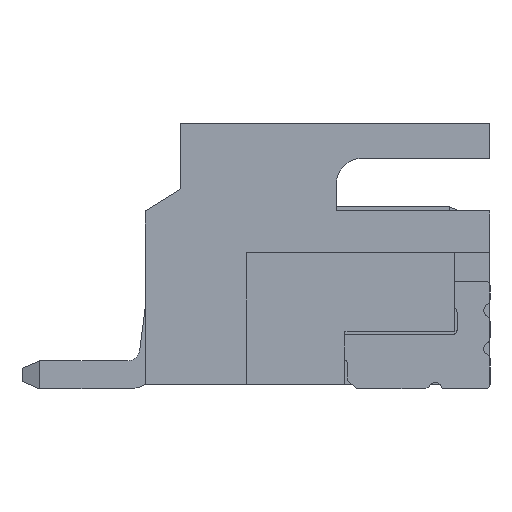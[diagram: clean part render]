
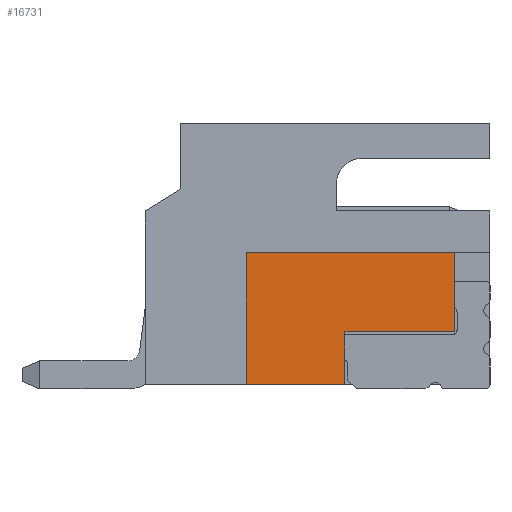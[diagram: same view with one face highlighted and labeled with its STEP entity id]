
A CAD part, left-side view. The second image highlights one B-rep face of the part: STEP entity #16731.
In plain terms, the highlighted planar face has unit normal (-1, 0, 0).
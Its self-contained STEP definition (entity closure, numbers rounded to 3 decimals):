
#11315 = PLANE('',#11316);
#11316 = AXIS2_PLACEMENT_3D('',#11317,#11318,#11319);
#11317 = CARTESIAN_POINT('',(-6.25,0.325,3.1));
#11318 = DIRECTION('',(0.,0.,-1.));
#11319 = DIRECTION('',(0.,-1.,0.));
#11343 = PLANE('',#11344);
#11344 = AXIS2_PLACEMENT_3D('',#11345,#11346,#11347);
#11345 = CARTESIAN_POINT('',(-6.25,0.325,0.1));
#11346 = DIRECTION('',(0.,-1.,0.));
#11347 = DIRECTION('',(0.,0.,1.));
#11371 = PLANE('',#11372);
#11372 = AXIS2_PLACEMENT_3D('',#11373,#11374,#11375);
#11373 = CARTESIAN_POINT('',(0.,-1.3,0.1));
#11374 = DIRECTION('',(0.,0.,1.));
#11375 = DIRECTION('',(1.,0.,-0.));
#14475 = VERTEX_POINT('',#14476);
#14476 = CARTESIAN_POINT('',(-7.5,0.325,0.1));
#14497 = EDGE_CURVE('',#14498,#14475,#14500,.T.);
#14498 = VERTEX_POINT('',#14499);
#14499 = CARTESIAN_POINT('',(-7.5,-1.925,0.1));
#14500 = SURFACE_CURVE('',#14501,(#14505,#14512),.PCURVE_S1.);
#14501 = LINE('',#14502,#14503);
#14502 = CARTESIAN_POINT('',(-7.5,-1.925,0.1));
#14503 = VECTOR('',#14504,1.);
#14504 = DIRECTION('',(0.,1.,0.));
#14505 = PCURVE('',#11371,#14506);
#14506 = DEFINITIONAL_REPRESENTATION('',(#14507),#14511);
#14507 = LINE('',#14508,#14509);
#14508 = CARTESIAN_POINT('',(-7.5,-0.625));
#14509 = VECTOR('',#14510,1.);
#14510 = DIRECTION('',(0.,1.));
#14511 = ( GEOMETRIC_REPRESENTATION_CONTEXT(2) 
PARAMETRIC_REPRESENTATION_CONTEXT() REPRESENTATION_CONTEXT('2D SPACE',''
  ) );
#14512 = PCURVE('',#14513,#14518);
#14513 = PLANE('',#14514);
#14514 = AXIS2_PLACEMENT_3D('',#14515,#14516,#14517);
#14515 = CARTESIAN_POINT('',(-7.5,-1.3,0.1));
#14516 = DIRECTION('',(1.,0.,0.));
#14517 = DIRECTION('',(-0.,1.,0.));
#14518 = DEFINITIONAL_REPRESENTATION('',(#14519),#14523);
#14519 = LINE('',#14520,#14521);
#14520 = CARTESIAN_POINT('',(-0.625,0.));
#14521 = VECTOR('',#14522,1.);
#14522 = DIRECTION('',(1.,0.));
#14523 = ( GEOMETRIC_REPRESENTATION_CONTEXT(2) 
PARAMETRIC_REPRESENTATION_CONTEXT() REPRESENTATION_CONTEXT('2D SPACE',''
  ) );
#14541 = PLANE('',#14542);
#14542 = AXIS2_PLACEMENT_3D('',#14543,#14544,#14545);
#14543 = CARTESIAN_POINT('',(-6.25,-1.925,1.3));
#14544 = DIRECTION('',(0.,1.,0.));
#14545 = DIRECTION('',(0.,0.,-1.));
#16072 = VERTEX_POINT('',#16073);
#16073 = CARTESIAN_POINT('',(-7.5,0.325,3.1));
#16094 = EDGE_CURVE('',#14475,#16072,#16095,.T.);
#16095 = SURFACE_CURVE('',#16096,(#16100,#16107),.PCURVE_S1.);
#16096 = LINE('',#16097,#16098);
#16097 = CARTESIAN_POINT('',(-7.5,0.325,0.1));
#16098 = VECTOR('',#16099,1.);
#16099 = DIRECTION('',(0.,0.,1.));
#16100 = PCURVE('',#11343,#16101);
#16101 = DEFINITIONAL_REPRESENTATION('',(#16102),#16106);
#16102 = LINE('',#16103,#16104);
#16103 = CARTESIAN_POINT('',(0.,1.25));
#16104 = VECTOR('',#16105,1.);
#16105 = DIRECTION('',(1.,0.));
#16106 = ( GEOMETRIC_REPRESENTATION_CONTEXT(2) 
PARAMETRIC_REPRESENTATION_CONTEXT() REPRESENTATION_CONTEXT('2D SPACE',''
  ) );
#16107 = PCURVE('',#14513,#16108);
#16108 = DEFINITIONAL_REPRESENTATION('',(#16109),#16113);
#16109 = LINE('',#16110,#16111);
#16110 = CARTESIAN_POINT('',(1.625,0.));
#16111 = VECTOR('',#16112,1.);
#16112 = DIRECTION('',(0.,1.));
#16113 = ( GEOMETRIC_REPRESENTATION_CONTEXT(2) 
PARAMETRIC_REPRESENTATION_CONTEXT() REPRESENTATION_CONTEXT('2D SPACE',''
  ) );
#16144 = VERTEX_POINT('',#16145);
#16145 = CARTESIAN_POINT('',(-7.5,-4.425,3.1));
#16159 = PLANE('',#16160);
#16160 = AXIS2_PLACEMENT_3D('',#16161,#16162,#16163);
#16161 = CARTESIAN_POINT('',(-6.25,-4.425,3.1));
#16162 = DIRECTION('',(0.,1.,0.));
#16163 = DIRECTION('',(0.,0.,-1.));
#16171 = EDGE_CURVE('',#16072,#16144,#16172,.T.);
#16172 = SURFACE_CURVE('',#16173,(#16177,#16184),.PCURVE_S1.);
#16173 = LINE('',#16174,#16175);
#16174 = CARTESIAN_POINT('',(-7.5,0.325,3.1));
#16175 = VECTOR('',#16176,1.);
#16176 = DIRECTION('',(0.,-1.,0.));
#16177 = PCURVE('',#11315,#16178);
#16178 = DEFINITIONAL_REPRESENTATION('',(#16179),#16183);
#16179 = LINE('',#16180,#16181);
#16180 = CARTESIAN_POINT('',(0.,1.25));
#16181 = VECTOR('',#16182,1.);
#16182 = DIRECTION('',(1.,0.));
#16183 = ( GEOMETRIC_REPRESENTATION_CONTEXT(2) 
PARAMETRIC_REPRESENTATION_CONTEXT() REPRESENTATION_CONTEXT('2D SPACE',''
  ) );
#16184 = PCURVE('',#14513,#16185);
#16185 = DEFINITIONAL_REPRESENTATION('',(#16186),#16190);
#16186 = LINE('',#16187,#16188);
#16187 = CARTESIAN_POINT('',(1.625,3.));
#16188 = VECTOR('',#16189,1.);
#16189 = DIRECTION('',(-1.,0.));
#16190 = ( GEOMETRIC_REPRESENTATION_CONTEXT(2) 
PARAMETRIC_REPRESENTATION_CONTEXT() REPRESENTATION_CONTEXT('2D SPACE',''
  ) );
#16214 = PLANE('',#16215);
#16215 = AXIS2_PLACEMENT_3D('',#16216,#16217,#16218);
#16216 = CARTESIAN_POINT('',(-6.25,-4.425,1.3));
#16217 = DIRECTION('',(0.,0.,1.));
#16218 = DIRECTION('',(0.,1.,0.));
#16519 = VERTEX_POINT('',#16520);
#16520 = CARTESIAN_POINT('',(-7.5,-1.925,1.3));
#16541 = EDGE_CURVE('',#16542,#16519,#16544,.T.);
#16542 = VERTEX_POINT('',#16543);
#16543 = CARTESIAN_POINT('',(-7.5,-4.425,1.3));
#16544 = SURFACE_CURVE('',#16545,(#16549,#16556),.PCURVE_S1.);
#16545 = LINE('',#16546,#16547);
#16546 = CARTESIAN_POINT('',(-7.5,-4.425,1.3));
#16547 = VECTOR('',#16548,1.);
#16548 = DIRECTION('',(0.,1.,0.));
#16549 = PCURVE('',#16214,#16550);
#16550 = DEFINITIONAL_REPRESENTATION('',(#16551),#16555);
#16551 = LINE('',#16552,#16553);
#16552 = CARTESIAN_POINT('',(0.,1.25));
#16553 = VECTOR('',#16554,1.);
#16554 = DIRECTION('',(1.,0.));
#16555 = ( GEOMETRIC_REPRESENTATION_CONTEXT(2) 
PARAMETRIC_REPRESENTATION_CONTEXT() REPRESENTATION_CONTEXT('2D SPACE',''
  ) );
#16556 = PCURVE('',#14513,#16557);
#16557 = DEFINITIONAL_REPRESENTATION('',(#16558),#16562);
#16558 = LINE('',#16559,#16560);
#16559 = CARTESIAN_POINT('',(-3.125,1.2));
#16560 = VECTOR('',#16561,1.);
#16561 = DIRECTION('',(1.,0.));
#16562 = ( GEOMETRIC_REPRESENTATION_CONTEXT(2) 
PARAMETRIC_REPRESENTATION_CONTEXT() REPRESENTATION_CONTEXT('2D SPACE',''
  ) );
#16688 = EDGE_CURVE('',#16519,#14498,#16689,.T.);
#16689 = SURFACE_CURVE('',#16690,(#16694,#16701),.PCURVE_S1.);
#16690 = LINE('',#16691,#16692);
#16691 = CARTESIAN_POINT('',(-7.5,-1.925,1.3));
#16692 = VECTOR('',#16693,1.);
#16693 = DIRECTION('',(0.,0.,-1.));
#16694 = PCURVE('',#14541,#16695);
#16695 = DEFINITIONAL_REPRESENTATION('',(#16696),#16700);
#16696 = LINE('',#16697,#16698);
#16697 = CARTESIAN_POINT('',(0.,1.25));
#16698 = VECTOR('',#16699,1.);
#16699 = DIRECTION('',(1.,0.));
#16700 = ( GEOMETRIC_REPRESENTATION_CONTEXT(2) 
PARAMETRIC_REPRESENTATION_CONTEXT() REPRESENTATION_CONTEXT('2D SPACE',''
  ) );
#16701 = PCURVE('',#14513,#16702);
#16702 = DEFINITIONAL_REPRESENTATION('',(#16703),#16707);
#16703 = LINE('',#16704,#16705);
#16704 = CARTESIAN_POINT('',(-0.625,1.2));
#16705 = VECTOR('',#16706,1.);
#16706 = DIRECTION('',(0.,-1.));
#16707 = ( GEOMETRIC_REPRESENTATION_CONTEXT(2) 
PARAMETRIC_REPRESENTATION_CONTEXT() REPRESENTATION_CONTEXT('2D SPACE',''
  ) );
#16731 = ADVANCED_FACE('',(#16732),#14513,.F.);
#16732 = FACE_BOUND('',#16733,.F.);
#16733 = EDGE_LOOP('',(#16734,#16735,#16736,#16737,#16758,#16759));
#16734 = ORIENTED_EDGE('',*,*,#14497,.T.);
#16735 = ORIENTED_EDGE('',*,*,#16094,.T.);
#16736 = ORIENTED_EDGE('',*,*,#16171,.T.);
#16737 = ORIENTED_EDGE('',*,*,#16738,.T.);
#16738 = EDGE_CURVE('',#16144,#16542,#16739,.T.);
#16739 = SURFACE_CURVE('',#16740,(#16744,#16751),.PCURVE_S1.);
#16740 = LINE('',#16741,#16742);
#16741 = CARTESIAN_POINT('',(-7.5,-4.425,3.1));
#16742 = VECTOR('',#16743,1.);
#16743 = DIRECTION('',(0.,0.,-1.));
#16744 = PCURVE('',#14513,#16745);
#16745 = DEFINITIONAL_REPRESENTATION('',(#16746),#16750);
#16746 = LINE('',#16747,#16748);
#16747 = CARTESIAN_POINT('',(-3.125,3.));
#16748 = VECTOR('',#16749,1.);
#16749 = DIRECTION('',(0.,-1.));
#16750 = ( GEOMETRIC_REPRESENTATION_CONTEXT(2) 
PARAMETRIC_REPRESENTATION_CONTEXT() REPRESENTATION_CONTEXT('2D SPACE',''
  ) );
#16751 = PCURVE('',#16159,#16752);
#16752 = DEFINITIONAL_REPRESENTATION('',(#16753),#16757);
#16753 = LINE('',#16754,#16755);
#16754 = CARTESIAN_POINT('',(0.,1.25));
#16755 = VECTOR('',#16756,1.);
#16756 = DIRECTION('',(1.,0.));
#16757 = ( GEOMETRIC_REPRESENTATION_CONTEXT(2) 
PARAMETRIC_REPRESENTATION_CONTEXT() REPRESENTATION_CONTEXT('2D SPACE',''
  ) );
#16758 = ORIENTED_EDGE('',*,*,#16541,.T.);
#16759 = ORIENTED_EDGE('',*,*,#16688,.T.);
